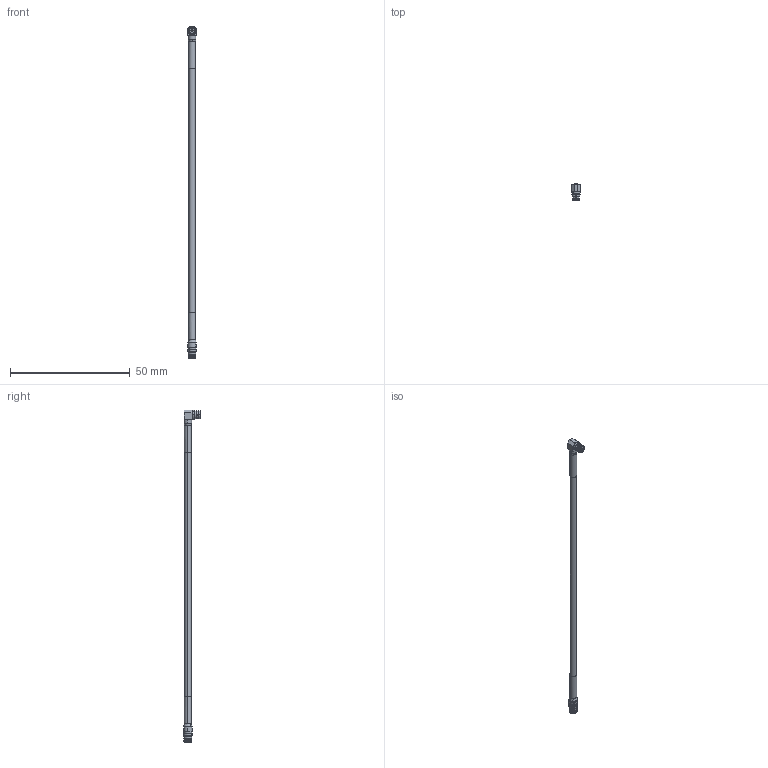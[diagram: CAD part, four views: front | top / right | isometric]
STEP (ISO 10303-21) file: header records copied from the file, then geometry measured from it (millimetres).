
FILE_DESCRIPTION (( 'STEP AP214' ), '1' );
FILE_NAME ('FMC2122085.STEP', '2017-11-30T18:36:37', ( '' ), ( '' ), 'SwSTEP 2.0', 'SolidWorks 2017', '' );
FILE_SCHEMA (( 'AUTOMOTIVE_DESIGN' ));
Length unit declared in the file: inch
Products named in the file (5): FMC2122085; SC5233; Heatshrink^FMC2122085; Coax Cable_PE-P086; SC5152
Assembly tree (4 placements, depth 2):
  FMC2122085
    Coax Cable_PE-P086
    SC5233
    SC5152
    Heatshrink^FMC2122085
Bounding box: 3.96 x 7.07 x 138.89 mm (x, y, z)
Volume: 1010.9 mm3; surface area: 1824.9 mm2
Topology: 11 solids, 11 shells, 238 faces, 650 edges, 425 vertices
Faces by surface type: plane 108, cylinder 94, cone 32, bspline 4
Entity records: 9259 total; most frequent: CARTESIAN_POINT 2956, ORIENTED_EDGE 1300, DIRECTION 1207, EDGE_CURVE 650, AXIS2_PLACEMENT_3D 468, VERTEX_POINT 425, LINE 271, VECTOR 271
